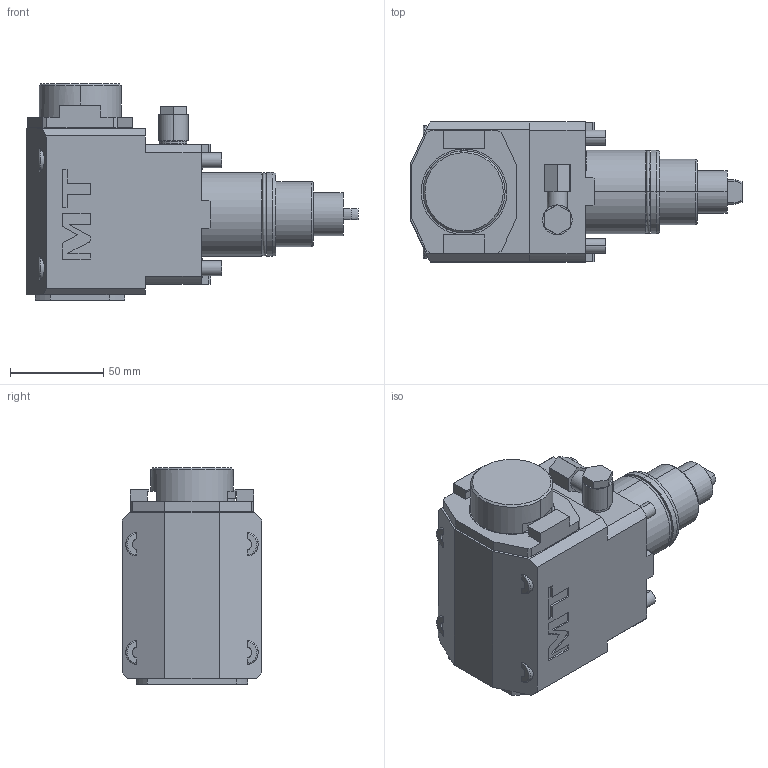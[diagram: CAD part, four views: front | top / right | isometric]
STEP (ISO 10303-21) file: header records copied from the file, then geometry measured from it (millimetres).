
FILE_DESCRIPTION((''),'2;1');
FILE_NAME('DWO2290325_CONF','2023-03-23T11:06:04',('smalpassi'),('M.T. srl'),'CREO PARAMETRIC BY PTC INC, 2021072','CREO PARAMETRIC BY PTC INC, 2021072','');
FILE_SCHEMA(('CONFIG_CONTROL_DESIGN'));
Length unit declared in the file: millimetre
Products named in the file (1): DWO2290325_CONF
Bounding box: 178 x 75 x 116.05 mm (x, y, z)
Volume: 728308.9 mm3; surface area: 65752.5 mm2
Topology: 1 solids, 1 shells, 294 faces, 734 edges, 480 vertices
Faces by surface type: plane 186, cylinder 82, torus 12, cone 10, extrusion 4
Entity records: 9322 total; most frequent: CARTESIAN_POINT 2128, DIRECTION 1484, ORIENTED_EDGE 1468, EDGE_CURVE 734, VECTOR 500, LINE 496, AXIS2_PLACEMENT_3D 492, VERTEX_POINT 480
